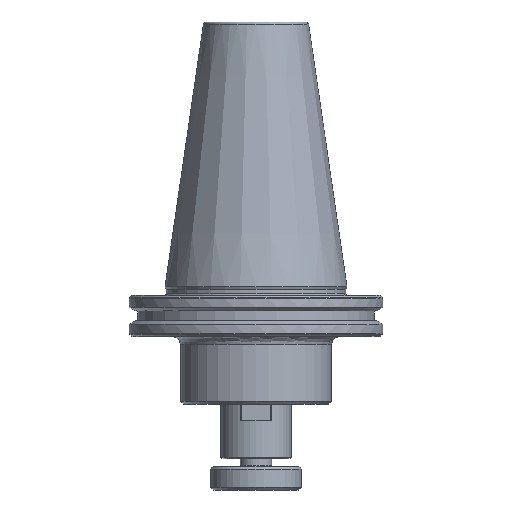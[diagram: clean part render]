
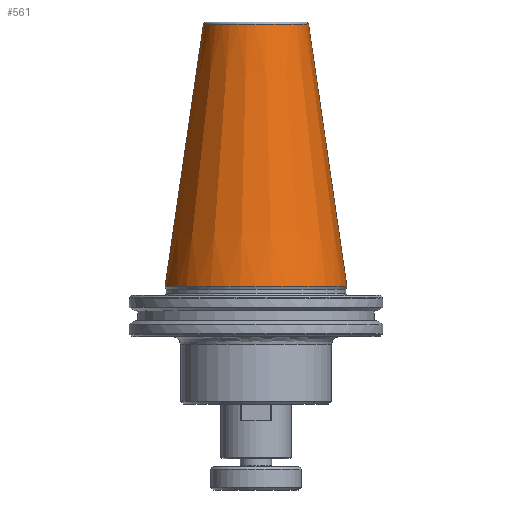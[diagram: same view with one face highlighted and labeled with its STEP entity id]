
A CAD part, front view. The second image highlights one B-rep face of the part: STEP entity #561.
In plain terms, the highlighted conical face has half-angle 8.297 degrees and reference radius 34.925 mm.
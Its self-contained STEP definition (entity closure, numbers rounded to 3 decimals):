
#282 = EDGE_CURVE ( 'NONE', #2294, #1027, #1221, .T. ) ;
#283 = VERTEX_POINT ( 'NONE', #2565 ) ;
#561 = ADVANCED_FACE ( 'NONE', ( #3967 ), #3874, .T. ) ;
#602 = AXIS2_PLACEMENT_3D ( 'NONE', #678, #675, #666 ) ;
#631 = ORIENTED_EDGE ( 'NONE', *, *, #2110, .T. ) ;
#666 = DIRECTION ( 'NONE',  ( -1., 0., 0. ) ) ;
#675 = DIRECTION ( 'NONE',  ( 0., 0., -1. ) ) ;
#678 = CARTESIAN_POINT ( 'NONE',  ( 0., 0., 100.894 ) ) ;
#716 = ORIENTED_EDGE ( 'NONE', *, *, #1819, .T. ) ;
#1024 = AXIS2_PLACEMENT_3D ( 'NONE', #3076, #3095, #3202 ) ;
#1027 = VERTEX_POINT ( 'NONE', #3693 ) ;
#1212 = CARTESIAN_POINT ( 'NONE',  ( -34.925, 0., 0. ) ) ;
#1221 = LINE ( 'NONE', #2093, #2925 ) ;
#1390 = DIRECTION ( 'NONE',  ( -0.144, 0., -0.99 ) ) ;
#1596 = ORIENTED_EDGE ( 'NONE', *, *, #2445, .T. ) ;
#1636 = CARTESIAN_POINT ( 'NONE',  ( 0., 0., 0. ) ) ;
#1741 = CARTESIAN_POINT ( 'NONE',  ( -34.925, 0., 0. ) ) ;
#1819 = EDGE_CURVE ( 'NONE', #2294, #283, #3337, .T. ) ;
#1971 = VECTOR ( 'NONE', #1390, 1000. ) ;
#1995 = DIRECTION ( 'NONE',  ( -1., 0., 0. ) ) ;
#2093 = CARTESIAN_POINT ( 'NONE',  ( 34.925, 0., 0. ) ) ;
#2110 = EDGE_CURVE ( 'NONE', #283, #3268, #3562, .T. ) ;
#2294 = VERTEX_POINT ( 'NONE', #2849 ) ;
#2392 = CIRCLE ( 'NONE', #3538, 34.925 ) ;
#2445 = EDGE_CURVE ( 'NONE', #3268, #1027, #2392, .T. ) ;
#2565 = CARTESIAN_POINT ( 'NONE',  ( -20.211, 0., 100.894 ) ) ;
#2834 = EDGE_LOOP ( 'NONE', ( #4165, #716, #631, #1596 ) ) ;
#2849 = CARTESIAN_POINT ( 'NONE',  ( 20.211, 0., 100.894 ) ) ;
#2925 = VECTOR ( 'NONE', #3369, 1000. ) ;
#3076 = CARTESIAN_POINT ( 'NONE',  ( 0., 0., 0. ) ) ;
#3095 = DIRECTION ( 'NONE',  ( 0., 0., -1. ) ) ;
#3202 = DIRECTION ( 'NONE',  ( -1., 0., 0. ) ) ;
#3268 = VERTEX_POINT ( 'NONE', #1212 ) ;
#3337 = CIRCLE ( 'NONE', #602, 20.211 ) ;
#3369 = DIRECTION ( 'NONE',  ( 0.144, 0., -0.99 ) ) ;
#3538 = AXIS2_PLACEMENT_3D ( 'NONE', #1636, #3948, #1995 ) ;
#3562 = LINE ( 'NONE', #1741, #1971 ) ;
#3693 = CARTESIAN_POINT ( 'NONE',  ( 34.925, 0., 0. ) ) ;
#3874 = CONICAL_SURFACE ( 'NONE', #1024, 34.925, 0.145 ) ;
#3948 = DIRECTION ( 'NONE',  ( 0., 0., 1. ) ) ;
#3967 = FACE_OUTER_BOUND ( 'NONE', #2834, .T. ) ;
#4165 = ORIENTED_EDGE ( 'NONE', *, *, #282, .F. ) ;
